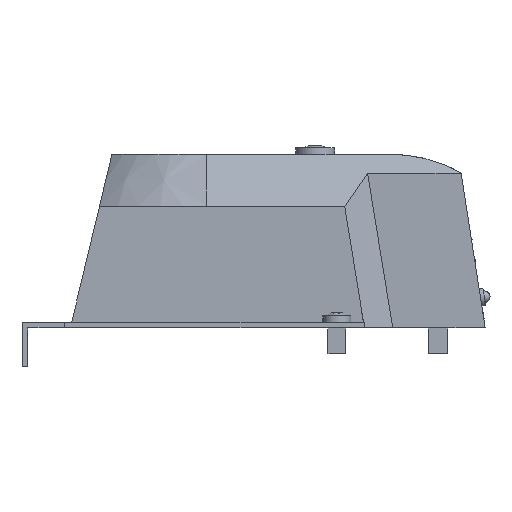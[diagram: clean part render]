
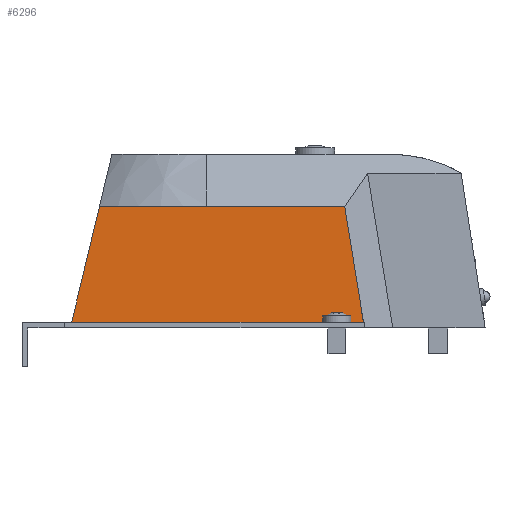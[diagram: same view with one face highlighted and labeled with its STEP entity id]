
A CAD part, left-side view. The second image highlights one B-rep face of the part: STEP entity #6296.
In plain terms, the highlighted planar face has unit normal (-1, 0, 0).
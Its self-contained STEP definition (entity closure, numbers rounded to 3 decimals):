
#5473=FACE_OUTER_BOUND('',#8149,.T.);
#6296=ADVANCED_FACE('',(#5473),#7203,.F.);
#7203=PLANE('',#20278);
#8149=EDGE_LOOP('',(#9409,#9410,#9411,#9412,#9413,#9414,#9415,#9416));
#9409=ORIENTED_EDGE('',*,*,#15449,.F.);
#9410=ORIENTED_EDGE('',*,*,#15450,.F.);
#9411=ORIENTED_EDGE('',*,*,#15451,.T.);
#9412=ORIENTED_EDGE('',*,*,#15452,.F.);
#9413=ORIENTED_EDGE('',*,*,#15453,.T.);
#9414=ORIENTED_EDGE('',*,*,#15454,.F.);
#9415=ORIENTED_EDGE('',*,*,#15455,.F.);
#9416=ORIENTED_EDGE('',*,*,#15456,.F.);
#13939=VERTEX_POINT('',#25677);
#13940=VERTEX_POINT('',#25678);
#13941=VERTEX_POINT('',#25680);
#13942=VERTEX_POINT('',#25682);
#13943=VERTEX_POINT('',#25684);
#13944=VERTEX_POINT('',#25686);
#13945=VERTEX_POINT('',#25688);
#13946=VERTEX_POINT('',#25690);
#15449=EDGE_CURVE('',#13939,#13940,#17631,.T.);
#15450=EDGE_CURVE('',#13941,#13939,#17632,.T.);
#15451=EDGE_CURVE('',#13941,#13942,#17633,.T.);
#15452=EDGE_CURVE('',#13943,#13942,#17634,.T.);
#15453=EDGE_CURVE('',#13943,#13944,#17635,.T.);
#15454=EDGE_CURVE('',#13945,#13944,#17636,.T.);
#15455=EDGE_CURVE('',#13946,#13945,#17637,.T.);
#15456=EDGE_CURVE('',#13940,#13946,#17638,.T.);
#17631=LINE('',#25676,#18936);
#17632=LINE('',#25679,#18937);
#17633=LINE('',#25681,#18938);
#17634=LINE('',#25683,#18939);
#17635=LINE('',#25685,#18940);
#17636=LINE('',#25687,#18941);
#17637=LINE('',#25689,#18942);
#17638=LINE('',#25691,#18943);
#18936=VECTOR('',#21689,1.);
#18937=VECTOR('',#21690,1.);
#18938=VECTOR('',#21691,1.);
#18939=VECTOR('',#21692,1.);
#18940=VECTOR('',#21693,1.);
#18941=VECTOR('',#21694,1.);
#18942=VECTOR('',#21695,1.);
#18943=VECTOR('',#21696,1.);
#20278=AXIS2_PLACEMENT_3D('',#25692,#21697,#21698);
#21689=DIRECTION('',(0.,0.,-1.));
#21690=DIRECTION('',(0.,1.,0.));
#21691=DIRECTION('',(0.,0.,-1.));
#21692=DIRECTION('',(0.,1.,0.));
#21693=DIRECTION('',(0.,0.16,0.987));
#21694=DIRECTION('',(0.,-1.,0.));
#21695=DIRECTION('',(0.,-0.233,0.972));
#21696=DIRECTION('',(0.,1.,0.));
#21697=DIRECTION('',(1.,0.,0.));
#21698=DIRECTION('',(0.,1.,0.));
#25676=CARTESIAN_POINT('',(-78.483,-39.023,7.6));
#25677=CARTESIAN_POINT('',(-78.483,-39.023,7.6));
#25678=CARTESIAN_POINT('',(-78.483,-39.023,6.));
#25679=CARTESIAN_POINT('',(-78.483,-44.906,7.6));
#25680=CARTESIAN_POINT('',(-78.483,-44.906,7.6));
#25681=CARTESIAN_POINT('',(-78.483,-44.906,7.6));
#25682=CARTESIAN_POINT('',(-78.483,-44.906,6.));
#25683=CARTESIAN_POINT('',(-78.483,-49.086,6.));
#25684=CARTESIAN_POINT('',(-78.483,-48.843,6.));
#25685=CARTESIAN_POINT('',(-78.483,-42.172,47.184));
#25686=CARTESIAN_POINT('',(-78.483,-44.,35.9));
#25687=CARTESIAN_POINT('',(-78.483,27.5,35.9));
#25688=CARTESIAN_POINT('',(-78.483,19.267,35.9));
#25689=CARTESIAN_POINT('',(-78.483,19.716,34.031));
#25690=CARTESIAN_POINT('',(-78.483,26.446,6.));
#25691=CARTESIAN_POINT('',(-78.483,-49.086,6.));
#25692=CARTESIAN_POINT('',(-78.483,27.5,35.9));
